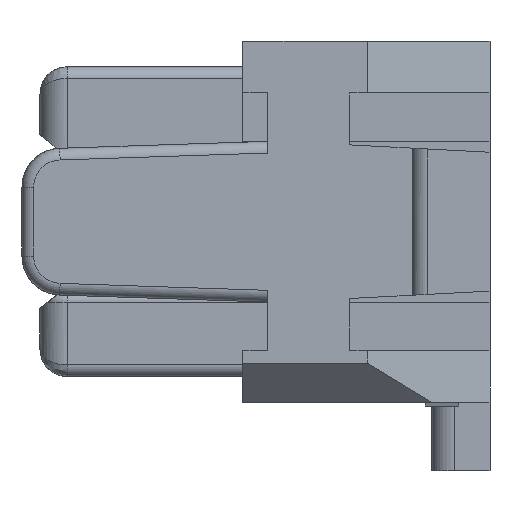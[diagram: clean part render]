
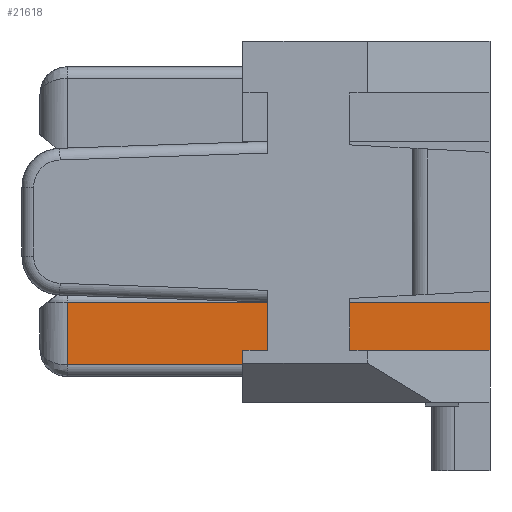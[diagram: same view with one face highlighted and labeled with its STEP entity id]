
A CAD part, front view. The second image highlights one B-rep face of the part: STEP entity #21618.
In plain terms, the highlighted planar face has unit normal (0, -1, 0).
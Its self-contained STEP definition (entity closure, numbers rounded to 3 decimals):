
#743 = EDGE_CURVE ( 'NONE', #11722, #13520, #26199, .T. ) ;
#1070 = LINE ( 'NONE', #9917, #25128 ) ;
#2029 = CARTESIAN_POINT ( 'NONE',  ( 2.6, -5.15, -1.65 ) ) ;
#2431 = VERTEX_POINT ( 'NONE', #25824 ) ;
#3038 = VERTEX_POINT ( 'NONE', #34882 ) ;
#3272 = VERTEX_POINT ( 'NONE', #19357 ) ;
#3610 = LINE ( 'NONE', #20793, #28282 ) ;
#4152 = PLANE ( 'NONE',  #24378 ) ;
#4154 = CARTESIAN_POINT ( 'NONE',  ( 5.77, -5.15, -1.03 ) ) ;
#6027 = CARTESIAN_POINT ( 'NONE',  ( 2.6, -5.15, -1.835 ) ) ;
#7232 = ORIENTED_EDGE ( 'NONE', *, *, #23051, .F. ) ;
#7260 = VECTOR ( 'NONE', #29008, 1000. ) ;
#8780 = LINE ( 'NONE', #27091, #21185 ) ;
#9089 = ORIENTED_EDGE ( 'NONE', *, *, #24104, .T. ) ;
#9917 = CARTESIAN_POINT ( 'NONE',  ( 0.35, -5.15, -1.03 ) ) ;
#10078 = ORIENTED_EDGE ( 'NONE', *, *, #743, .T. ) ;
#11103 = EDGE_CURVE ( 'NONE', #26729, #3272, #1070, .T. ) ;
#11722 = VERTEX_POINT ( 'NONE', #32653 ) ;
#11966 = CARTESIAN_POINT ( 'NONE',  ( 0.35, -5.15, -1.835 ) ) ;
#12169 = ORIENTED_EDGE ( 'NONE', *, *, #15570, .T. ) ;
#12451 = CARTESIAN_POINT ( 'NONE',  ( 0., -5.15, 0. ) ) ;
#12692 = FACE_OUTER_BOUND ( 'NONE', #28767, .T. ) ;
#13520 = VERTEX_POINT ( 'NONE', #2029 ) ;
#15570 = EDGE_CURVE ( 'NONE', #13520, #2431, #3610, .T. ) ;
#17175 = DIRECTION ( 'NONE',  ( 0., 0., 1. ) ) ;
#19357 = CARTESIAN_POINT ( 'NONE',  ( 0.35, -5.15, -1.835 ) ) ;
#20793 = CARTESIAN_POINT ( 'NONE',  ( 2.6, -5.15, -1.65 ) ) ;
#20869 = DIRECTION ( 'NONE',  ( 0., 1., 0. ) ) ;
#21015 = ORIENTED_EDGE ( 'NONE', *, *, #33288, .F. ) ;
#21185 = VECTOR ( 'NONE', #33615, 1000. ) ;
#21618 = ADVANCED_FACE ( 'NONE', ( #12692 ), #4152, .F. ) ;
#21768 = LINE ( 'NONE', #32313, #33984 ) ;
#22824 = VECTOR ( 'NONE', #26158, 1000. ) ;
#23051 = EDGE_CURVE ( 'NONE', #3038, #2431, #30699, .T. ) ;
#23580 = LINE ( 'NONE', #11966, #22824 ) ;
#23763 = DIRECTION ( 'NONE',  ( 1., 0., 0. ) ) ;
#23844 = DIRECTION ( 'NONE',  ( 1., 0., 0. ) ) ;
#24104 = EDGE_CURVE ( 'NONE', #3272, #11722, #23580, .T. ) ;
#24378 = AXIS2_PLACEMENT_3D ( 'NONE', #12451, #20869, #23844 ) ;
#24743 = DIRECTION ( 'NONE',  ( 0., 0., -1. ) ) ;
#25128 = VECTOR ( 'NONE', #24743, 1000. ) ;
#25824 = CARTESIAN_POINT ( 'NONE',  ( 5.77, -5.15, -1.65 ) ) ;
#25836 = VECTOR ( 'NONE', #17175, 1000. ) ;
#26158 = DIRECTION ( 'NONE',  ( 1., 0., 0. ) ) ;
#26199 = LINE ( 'NONE', #6027, #25836 ) ;
#26729 = VERTEX_POINT ( 'NONE', #30274 ) ;
#27091 = CARTESIAN_POINT ( 'NONE',  ( 2.6, -5.15, -1.03 ) ) ;
#28282 = VECTOR ( 'NONE', #23763, 1000. ) ;
#28557 = VERTEX_POINT ( 'NONE', #31052 ) ;
#28767 = EDGE_LOOP ( 'NONE', ( #32463, #9089, #10078, #12169, #7232, #33721, #21015 ) ) ;
#29008 = DIRECTION ( 'NONE',  ( 0., 0., -1. ) ) ;
#30274 = CARTESIAN_POINT ( 'NONE',  ( 0.35, -5.15, -1.03 ) ) ;
#30699 = LINE ( 'NONE', #4154, #7260 ) ;
#31052 = CARTESIAN_POINT ( 'NONE',  ( 2.6, -5.15, -1.03 ) ) ;
#32313 = CARTESIAN_POINT ( 'NONE',  ( 0.35, -5.15, -1.03 ) ) ;
#32463 = ORIENTED_EDGE ( 'NONE', *, *, #11103, .T. ) ;
#32653 = CARTESIAN_POINT ( 'NONE',  ( 2.6, -5.15, -1.835 ) ) ;
#32879 = EDGE_CURVE ( 'NONE', #28557, #3038, #8780, .T. ) ;
#33288 = EDGE_CURVE ( 'NONE', #26729, #28557, #21768, .T. ) ;
#33615 = DIRECTION ( 'NONE',  ( 1., 0., 0. ) ) ;
#33721 = ORIENTED_EDGE ( 'NONE', *, *, #32879, .F. ) ;
#33984 = VECTOR ( 'NONE', #35033, 1000. ) ;
#34882 = CARTESIAN_POINT ( 'NONE',  ( 5.77, -5.15, -1.03 ) ) ;
#35033 = DIRECTION ( 'NONE',  ( 1., 0., 0. ) ) ;
